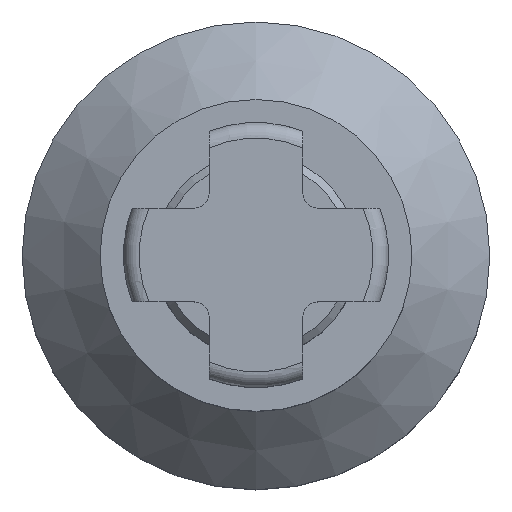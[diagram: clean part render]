
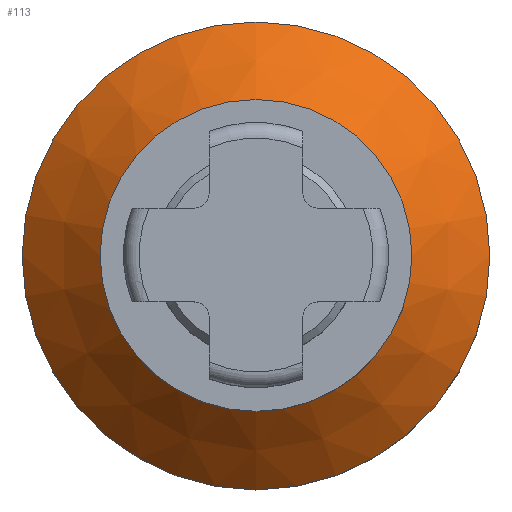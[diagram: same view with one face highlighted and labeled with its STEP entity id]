
A CAD part, top view. The second image highlights one B-rep face of the part: STEP entity #113.
In plain terms, the highlighted conical face has half-angle 45 degrees and reference radius 15 mm.
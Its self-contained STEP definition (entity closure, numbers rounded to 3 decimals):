
#77=CONICAL_SURFACE('',#731,15.,45.);
#87=FACE_BOUND('',#212,.T.);
#88=FACE_BOUND('',#213,.T.);
#113=ADVANCED_FACE('',(#87,#88),#77,.T.);
#212=EDGE_LOOP('',(#328));
#213=EDGE_LOOP('',(#329));
#271=CIRCLE('',#728,10.);
#272=CIRCLE('',#730,15.);
#328=ORIENTED_EDGE('',*,*,#559,.F.);
#329=ORIENTED_EDGE('',*,*,#560,.T.);
#494=VERTEX_POINT('',#1051);
#495=VERTEX_POINT('',#1054);
#559=EDGE_CURVE('',#494,#494,#271,.T.);
#560=EDGE_CURVE('',#495,#495,#272,.T.);
#728=AXIS2_PLACEMENT_3D('',#1050,#844,#845);
#730=AXIS2_PLACEMENT_3D('',#1053,#848,#849);
#731=AXIS2_PLACEMENT_3D('',#1055,#850,#851);
#844=DIRECTION('',(0.,0.,1.));
#845=DIRECTION('',(0.,1.,0.));
#848=DIRECTION('',(0.,0.,1.));
#849=DIRECTION('',(0.,1.,0.));
#850=DIRECTION('',(0.,0.,-1.));
#851=DIRECTION('',(0.,-1.,0.));
#1050=CARTESIAN_POINT('',(0.,0.,15.));
#1051=CARTESIAN_POINT('',(0.,10.,15.));
#1053=CARTESIAN_POINT('',(0.,0.,10.));
#1054=CARTESIAN_POINT('',(0.,15.,10.));
#1055=CARTESIAN_POINT('',(0.,0.,10.));
